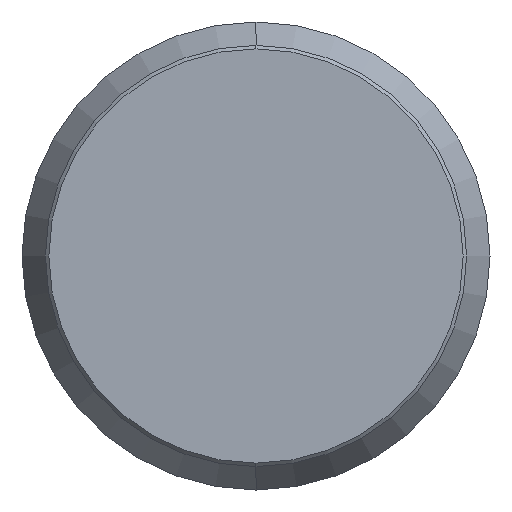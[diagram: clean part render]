
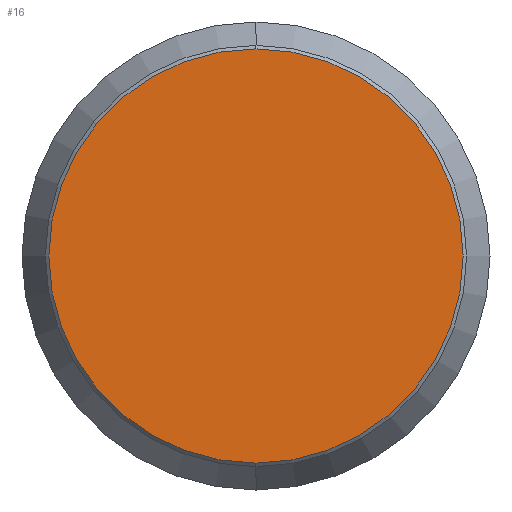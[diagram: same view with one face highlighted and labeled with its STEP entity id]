
A CAD part, left-side view. The second image highlights one B-rep face of the part: STEP entity #16.
In plain terms, the highlighted planar face has unit normal (-1, 0, 0).
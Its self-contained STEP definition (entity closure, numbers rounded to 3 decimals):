
#7 = EDGE_CURVE ( 'NONE', #97, #141, #474, .T. ) ;
#8 = ORIENTED_EDGE ( 'NONE', *, *, #7, .T. ) ;
#16 = ADVANCED_FACE ( 'NONE', ( #609 ), #133, .F. ) ;
#58 = CIRCLE ( 'NONE', #489, 17.7 ) ;
#93 = CARTESIAN_POINT ( 'NONE',  ( 0., 0., -17.7 ) ) ;
#97 = VERTEX_POINT ( 'NONE', #189 ) ;
#133 = PLANE ( 'NONE',  #347 ) ;
#141 = VERTEX_POINT ( 'NONE', #93 ) ;
#183 = CARTESIAN_POINT ( 'NONE',  ( 0., 0., 0. ) ) ;
#189 = CARTESIAN_POINT ( 'NONE',  ( 0., 0., 17.7 ) ) ;
#230 = CARTESIAN_POINT ( 'NONE',  ( 0., 0., 0. ) ) ;
#231 = DIRECTION ( 'NONE',  ( 0., 0., 1. ) ) ;
#272 = DIRECTION ( 'NONE',  ( -1., 0., 0. ) ) ;
#288 = ORIENTED_EDGE ( 'NONE', *, *, #393, .T. ) ;
#328 = DIRECTION ( 'NONE',  ( 1., 0., 0. ) ) ;
#347 = AXIS2_PLACEMENT_3D ( 'NONE', #469, #328, #628 ) ;
#370 = DIRECTION ( 'NONE',  ( -1., 0., 0. ) ) ;
#393 = EDGE_CURVE ( 'NONE', #141, #97, #58, .T. ) ;
#467 = DIRECTION ( 'NONE',  ( 0., 0., 1. ) ) ;
#469 = CARTESIAN_POINT ( 'NONE',  ( 0., 0., 0. ) ) ;
#474 = CIRCLE ( 'NONE', #511, 17.7 ) ;
#489 = AXIS2_PLACEMENT_3D ( 'NONE', #183, #272, #231 ) ;
#511 = AXIS2_PLACEMENT_3D ( 'NONE', #230, #370, #467 ) ;
#580 = EDGE_LOOP ( 'NONE', ( #288, #8 ) ) ;
#609 = FACE_OUTER_BOUND ( 'NONE', #580, .T. ) ;
#628 = DIRECTION ( 'NONE',  ( 0., 0., -1. ) ) ;
